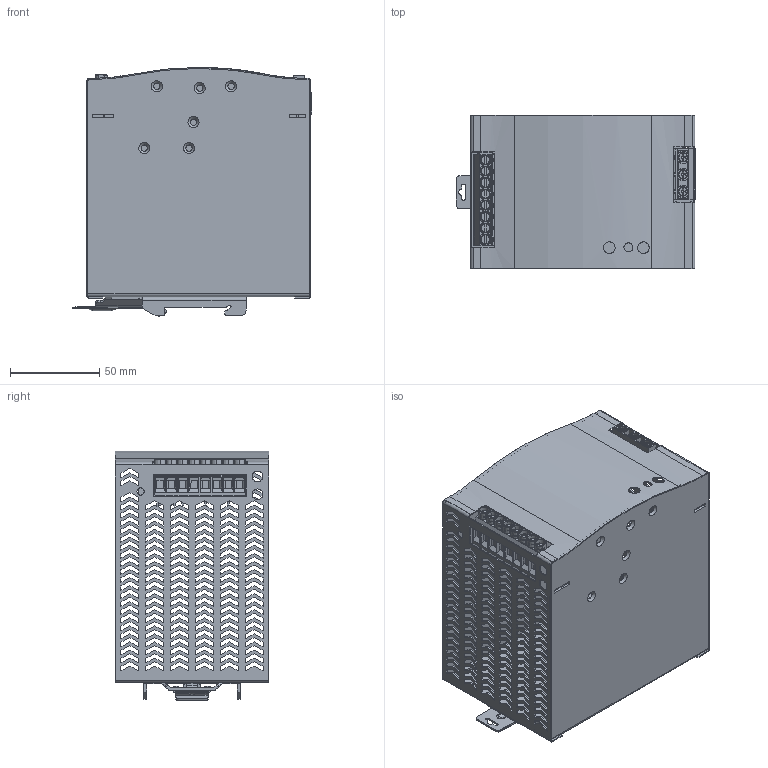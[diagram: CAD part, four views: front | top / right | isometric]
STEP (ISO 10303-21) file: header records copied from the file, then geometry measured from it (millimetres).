
FILE_DESCRIPTION(/* description */ (''),/* implementation_level */ '2;1');
FILE_NAME(/* name */ 'M2R480.stp',/* time_stamp */ '2023-07-21T15:07:21+08:00',/* author */ (''),/* organization */ (''),/* preprocessor_version */ 'ST-DEVELOPER v19.3',/* originating_system */ 'SIEMENS PLM Software NX2212.3001',/* authorisation */ '');
FILE_SCHEMA (('AP203_CONFIGURATION_CONTROLLED_3D_DESIGN_OF_MECHANICAL_PARTS_AND_ASSEMBLIES_MIM_LF { 1 0 10303 403 2 1 2}'));
Products named in the file (9): A04WJFWTH000007_105385ID; A04WJAZP0000009; A02SJKK00000008; A01J1DZP0000045; A01J1DZP0000046; A04WJJSK0000106; A04WJJSK0000107; MQR240-A01安装片装配; M2R480
Assembly tree (8 placements, depth 3):
  M2R480
    A04WJJSK0000107
    A04WJJSK0000106
    MQR240-A01安装片装配
      A02SJKK00000008
      A04WJAZP0000009
      A04WJFWTH000007_105385ID
    A01J1DZP0000046
    A01J1DZP0000045
Bounding box: 133.65 x 85.5 x 139.26 mm (x, y, z)
Volume: 98698 mm3; surface area: 159979.1 mm2
Topology: 10 solids, 10 shells, 3378 faces, 9837 edges, 6486 vertices
Faces by surface type: plane 2486, cylinder 522, torus 164, cone 149, bspline 34, sphere 20, extrusion 3
Full cylindrical faces by diameter (mm): 2.4 x2, 3.5 x16, 4 x9, 5 x3, 5.2 x6, 6 x2
Entity records: 122079 total; most frequent: CARTESIAN_POINT 32600, ORIENTED_EDGE 19402, DIRECTION 16369, EDGE_CURVE 9701, VECTOR 7439, LINE 7436, VERTEX_POINT 6454, AXIS2_PLACEMENT_3D 4465
